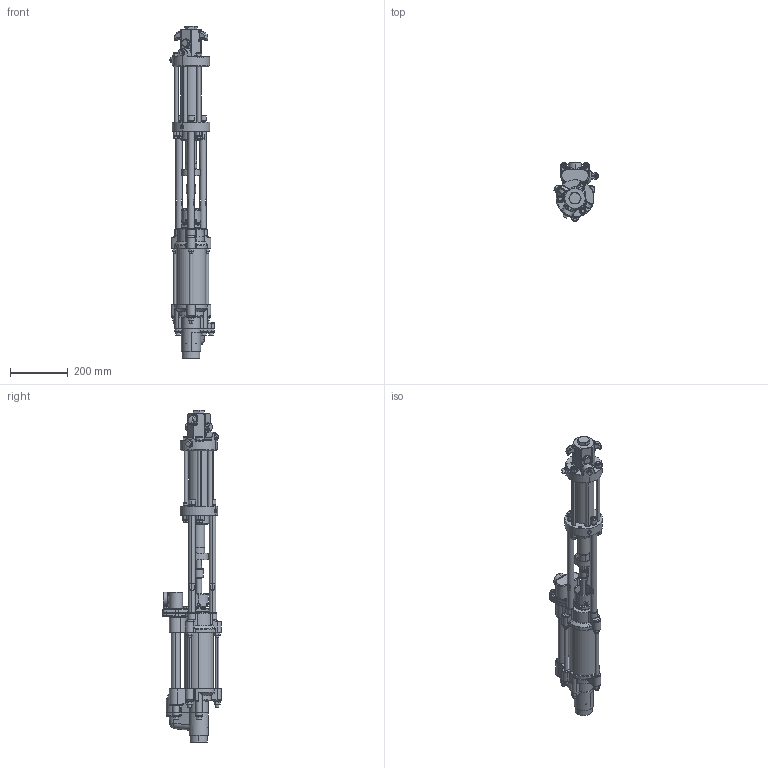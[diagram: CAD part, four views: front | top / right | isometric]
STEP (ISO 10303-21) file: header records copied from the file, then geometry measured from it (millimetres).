
FILE_DESCRIPTION((''),'2;1');
FILE_NAME('99759417_SW0003','2017-07-12T',('irgbqd'),(''),'PRO/ENGINEER BY PARAMETRIC TECHNOLOGY CORPORATION, 2016360','PRO/ENGINEER BY PARAMETRIC TECHNOLOGY CORPORATION, 2016360','');
FILE_SCHEMA(('CONFIG_CONTROL_DESIGN'));
Products named in the file (1): 99759417_SW0003
Bounding box: 155 x 202.63 x 1150.32 mm (x, y, z)
Volume: 7745643.4 mm3; surface area: 764875.3 mm2
Topology: 2 solids, 5 shells, 2780 faces, 6765 edges, 4115 vertices
Faces by surface type: plane 841, cylinder 769, bspline 426, cone 380, torus 200, extrusion 105, sphere 59
Entity records: 151755 total; most frequent: CARTESIAN_POINT 89892, ORIENTED_EDGE 13446, DIRECTION 12010, EDGE_CURVE 6723, AXIS2_PLACEMENT_3D 4626, VERTEX_POINT 4115, EDGE_LOOP 3004, FACE_OUTER_BOUND 2780
